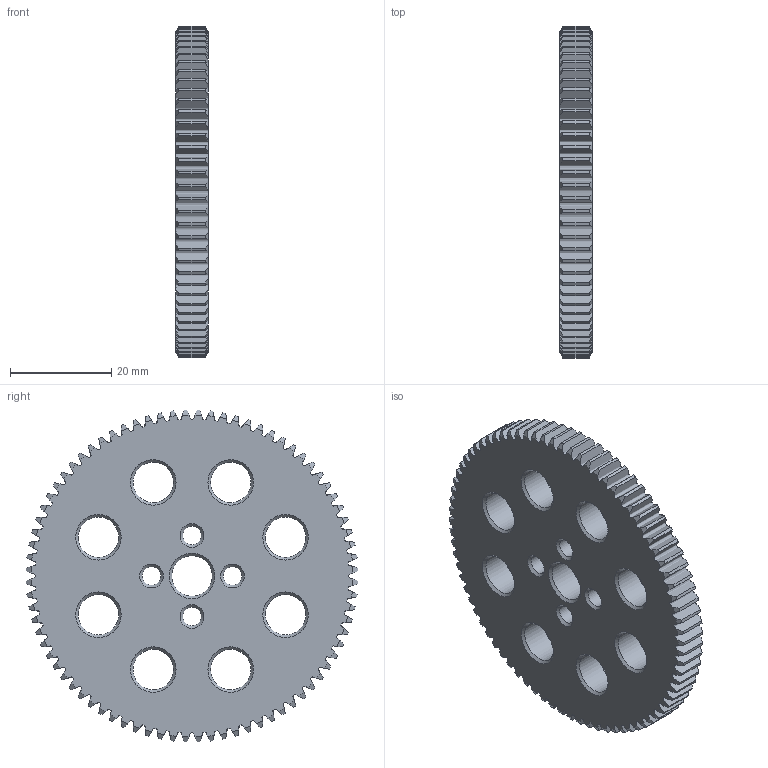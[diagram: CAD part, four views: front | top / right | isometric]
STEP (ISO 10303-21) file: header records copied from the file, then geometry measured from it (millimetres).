
FILE_DESCRIPTION(/* description */ (''),/* implementation_level */ '2;1');
FILE_NAME(/* name */ '39086_TXM-Gear80-Tooth v1.step',/* time_stamp */ '2020-10-25T13:39:39-04:00',/* author */ (''),/* organization */ (''),/* preprocessor_version */ 'ST-DEVELOPER v18.1',/* originating_system */ 'Autodesk Translation Framework v9.3.0.1241',/* authorisation */ '');
FILE_SCHEMA (('AUTOMOTIVE_DESIGN { 1 0 10303 214 3 1 1 }'));
Products named in the file (1): 39086_TXM-Gear80-Tooth
Bounding box: 6.35 x 65.57 x 65.57 mm (x, y, z)
Volume: 16510.2 mm3; surface area: 9367.3 mm2
Topology: 1 solids, 1 shells, 361 faces, 1064 edges, 705 vertices
Faces by surface type: cone 186, cylinder 93, bspline 80, plane 2
Full cylindrical faces by diameter (mm): 3.7 x4, 8 x9
Entity records: 41511 total; most frequent: CARTESIAN_POINT 32611, ORIENTED_EDGE 2128, DIRECTION 1533, EDGE_CURVE 1064, VERTEX_POINT 705, AXIS2_PLACEMENT_3D 667, B_SPLINE_CURVE_WITH_KNOTS 480, EDGE_LOOP 387
